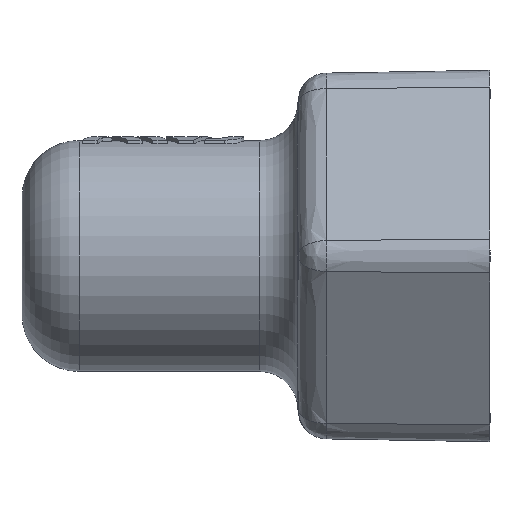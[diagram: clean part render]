
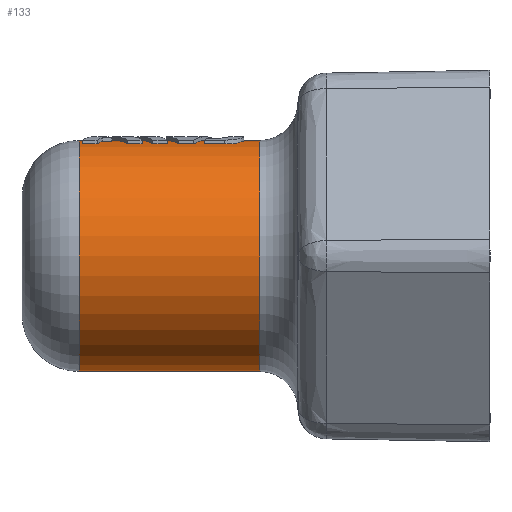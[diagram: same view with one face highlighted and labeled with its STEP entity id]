
A CAD part, left-side view. The second image highlights one B-rep face of the part: STEP entity #133.
In plain terms, the highlighted cylindrical face has radius 6.05 mm (diameter 12.1 mm), a partial arc.
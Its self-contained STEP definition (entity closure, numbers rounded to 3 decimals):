
#133=ADVANCED_FACE('',(#399),#400,.T.);
#399=FACE_OUTER_BOUND('',#916,.T.);
#400=CYLINDRICAL_SURFACE('',#917,6.05);
#916=EDGE_LOOP('',(#3245,#3246,#3247,#3248));
#917=AXIS2_PLACEMENT_3D('',#3249,#3250,#3251);
#3245=ORIENTED_EDGE('',*,*,#5084,.F.);
#3246=ORIENTED_EDGE('',*,*,#5085,.T.);
#3247=ORIENTED_EDGE('',*,*,#5086,.F.);
#3248=ORIENTED_EDGE('',*,*,#5087,.T.);
#3249=CARTESIAN_POINT('',(0.0,24.5,0.));
#3250=DIRECTION('',(0.0,1.0,0.));
#3251=DIRECTION('',(0.,0.,-1.0));
#5084=EDGE_CURVE('',#5821,#5847,#5848,.T.);
#5085=EDGE_CURVE('',#5821,#5824,#5849,.F.);
#5086=EDGE_CURVE('',#5850,#5824,#5851,.T.);
#5087=EDGE_CURVE('',#5850,#5847,#5852,.F.);
#5821=VERTEX_POINT('',#7069);
#5824=VERTEX_POINT('',#7072);
#5847=VERTEX_POINT('',#7144);
#5848=LINE('',#7145,#7146);
#5849=CIRCLE('',#7147,6.05);
#5850=VERTEX_POINT('',#7148);
#5851=LINE('',#7149,#7150);
#5852=CIRCLE('',#7151,6.05);
#7069=CARTESIAN_POINT('',(0.,12.052,-6.05));
#7072=CARTESIAN_POINT('',(0.,12.052,6.05));
#7144=CARTESIAN_POINT('',(0.,21.5,-6.05));
#7145=CARTESIAN_POINT('',(0.,16.776,-6.05));
#7146=VECTOR('',#9855,1.0);
#7147=AXIS2_PLACEMENT_3D('',#9856,#9857,#9858);
#7148=CARTESIAN_POINT('',(0.,21.5,6.05));
#7149=CARTESIAN_POINT('',(0.,16.776,6.05));
#7150=VECTOR('',#9859,1.0);
#7151=AXIS2_PLACEMENT_3D('',#9860,#9861,#9862);
#9855=DIRECTION('',(-0.0,1.0,0.));
#9856=CARTESIAN_POINT('',(0.0,12.052,0.));
#9857=DIRECTION('',(0.,-1.0,0.));
#9858=DIRECTION('',(0.,0.,-1.0));
#9859=DIRECTION('',(-0.0,-1.0,0.));
#9860=CARTESIAN_POINT('',(0.0,21.5,0.));
#9861=DIRECTION('',(0.0,1.0,0.));
#9862=DIRECTION('',(0.,0.,1.0));
